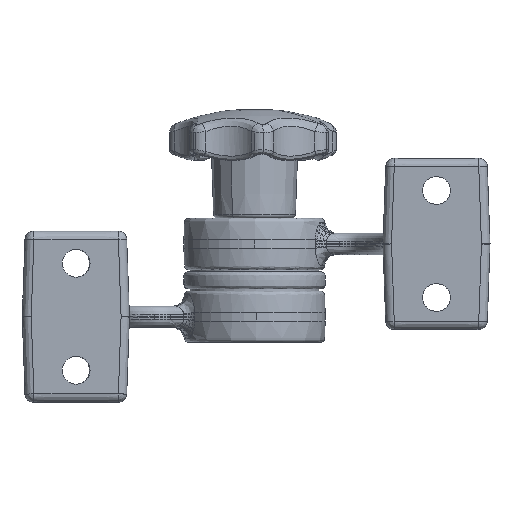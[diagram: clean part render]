
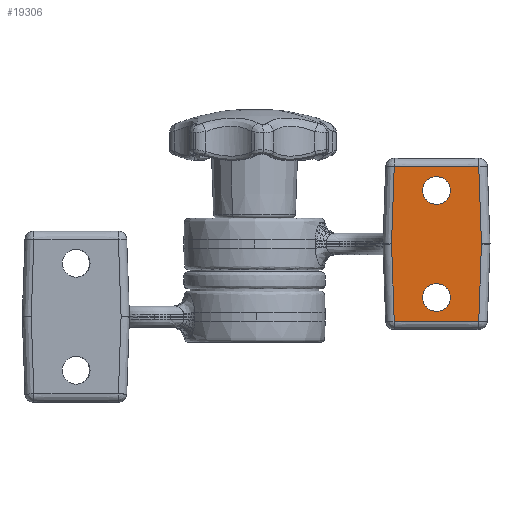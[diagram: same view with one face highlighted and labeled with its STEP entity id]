
A CAD part, front view. The second image highlights one B-rep face of the part: STEP entity #19306.
In plain terms, the highlighted face is planar.
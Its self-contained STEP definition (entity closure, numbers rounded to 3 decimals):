
#1624 = EDGE_LOOP ( 'NONE', ( #82698, #61345 ) ) ;
#1741 = ORIENTED_EDGE ( 'NONE', *, *, #48308, .F. ) ;
#2121 = VERTEX_POINT ( 'NONE', #84096 ) ;
#3173 = AXIS2_PLACEMENT_3D ( 'NONE', #48571, #65218, #20059 ) ;
#3783 = CARTESIAN_POINT ( 'NONE',  ( -75.9, 13.38, 0. ) ) ;
#5535 = AXIS2_PLACEMENT_3D ( 'NONE', #43220, #27992, #88386 ) ;
#8153 = AXIS2_PLACEMENT_3D ( 'NONE', #53790, #15959, #76359 ) ;
#8855 = CARTESIAN_POINT ( 'NONE',  ( -39.9, 9.448, 0. ) ) ;
#13391 = CIRCLE ( 'NONE', #5535, 3.25 ) ;
#15592 = EDGE_CURVE ( 'NONE', #16937, #19390, #19503, .T. ) ;
#15959 = DIRECTION ( 'NONE',  ( 0., 0., 1. ) ) ;
#16937 = VERTEX_POINT ( 'NONE', #95786 ) ;
#17353 = EDGE_CURVE ( 'NONE', #53539, #2121, #88089, .T. ) ;
#18040 = CARTESIAN_POINT ( 'NONE',  ( -75.9, 33.12, 0. ) ) ;
#19306 = ADVANCED_FACE ( 'NONE', ( #77801, #69954, #90631 ), #25256, .T. ) ;
#19390 = VERTEX_POINT ( 'NONE', #30717 ) ;
#19503 = LINE ( 'NONE', #18040, #77064 ) ;
#20004 = DIRECTION ( 'NONE',  ( -0.999, 0.035, 0. ) ) ;
#20059 = DIRECTION ( 'NONE',  ( 1., 0., 0. ) ) ;
#21320 = ORIENTED_EDGE ( 'NONE', *, *, #86021, .F. ) ;
#25256 = PLANE ( 'NONE',  #8153 ) ;
#25414 = DIRECTION ( 'NONE',  ( 0.999, 0.035, 0. ) ) ;
#26003 = VECTOR ( 'NONE', #76414, 1000. ) ;
#26116 = VERTEX_POINT ( 'NONE', #70899 ) ;
#27992 = DIRECTION ( 'NONE',  ( 0., 0., 1. ) ) ;
#30243 = VECTOR ( 'NONE', #49014, 1000. ) ;
#30613 = CARTESIAN_POINT ( 'NONE',  ( -42.15, 23.25, 0. ) ) ;
#30717 = CARTESIAN_POINT ( 'NONE',  ( -57.9, 33.749, 0. ) ) ;
#34351 = ORIENTED_EDGE ( 'NONE', *, *, #85385, .F. ) ;
#37755 = VERTEX_POINT ( 'NONE', #77800 ) ;
#39816 = CARTESIAN_POINT ( 'NONE',  ( -39.9, 13.38, 0. ) ) ;
#40763 = CIRCLE ( 'NONE', #86194, 3.25 ) ;
#41684 = CARTESIAN_POINT ( 'NONE',  ( -57.9, 12.751, 0. ) ) ;
#42598 = LINE ( 'NONE', #44559, #80514 ) ;
#43220 = CARTESIAN_POINT ( 'NONE',  ( -70.4, 23.25, 0. ) ) ;
#44559 = CARTESIAN_POINT ( 'NONE',  ( -57.9, 12.751, 0. ) ) ;
#45035 = VERTEX_POINT ( 'NONE', #92698 ) ;
#45551 = CIRCLE ( 'NONE', #3173, 3.25 ) ;
#45751 = AXIS2_PLACEMENT_3D ( 'NONE', #90693, #69531, #46011 ) ;
#46011 = DIRECTION ( 'NONE',  ( 1., 0., 0. ) ) ;
#47297 = EDGE_LOOP ( 'NONE', ( #21320, #59611, #55462, #79067, #34351, #1741 ) ) ;
#48308 = EDGE_CURVE ( 'NONE', #37755, #55200, #53569, .T. ) ;
#48571 = CARTESIAN_POINT ( 'NONE',  ( -70.4, 23.25, 0. ) ) ;
#49014 = DIRECTION ( 'NONE',  ( 0., 1., 0. ) ) ;
#49974 = LINE ( 'NONE', #65167, #30243 ) ;
#51429 = CARTESIAN_POINT ( 'NONE',  ( -39.9, 13.38, 0. ) ) ;
#53132 = EDGE_CURVE ( 'NONE', #78226, #16937, #49974, .T. ) ;
#53539 = VERTEX_POINT ( 'NONE', #30613 ) ;
#53569 = LINE ( 'NONE', #8855, #55252 ) ;
#53790 = CARTESIAN_POINT ( 'NONE',  ( -79.779, 9.448, 0. ) ) ;
#54900 = CARTESIAN_POINT ( 'NONE',  ( -45.4, 23.25, 0. ) ) ;
#55200 = VERTEX_POINT ( 'NONE', #39816 ) ;
#55252 = VECTOR ( 'NONE', #76623, 1000. ) ;
#55442 = ORIENTED_EDGE ( 'NONE', *, *, #17353, .F. ) ;
#55462 = ORIENTED_EDGE ( 'NONE', *, *, #53132, .F. ) ;
#55553 = EDGE_CURVE ( 'NONE', #57747, #78226, #42598, .T. ) ;
#57747 = VERTEX_POINT ( 'NONE', #41684 ) ;
#59611 = ORIENTED_EDGE ( 'NONE', *, *, #15592, .F. ) ;
#61345 = ORIENTED_EDGE ( 'NONE', *, *, #94764, .F. ) ;
#63719 = DIRECTION ( 'NONE',  ( 0., 0., 1. ) ) ;
#65166 = LINE ( 'NONE', #51429, #83857 ) ;
#65167 = CARTESIAN_POINT ( 'NONE',  ( -75.9, 9.448, 0. ) ) ;
#65218 = DIRECTION ( 'NONE',  ( 0., 0., 1. ) ) ;
#65694 = EDGE_CURVE ( 'NONE', #2121, #53539, #40763, .T. ) ;
#69531 = DIRECTION ( 'NONE',  ( 0., 0., 1. ) ) ;
#69954 = FACE_BOUND ( 'NONE', #1624, .T. ) ;
#70899 = CARTESIAN_POINT ( 'NONE',  ( -67.15, 23.25, 0. ) ) ;
#76359 = DIRECTION ( 'NONE',  ( 1., 0., 0. ) ) ;
#76414 = DIRECTION ( 'NONE',  ( 0.999, -0.035, 0. ) ) ;
#76623 = DIRECTION ( 'NONE',  ( 0., -1., 0. ) ) ;
#77064 = VECTOR ( 'NONE', #25414, 1000. ) ;
#77800 = CARTESIAN_POINT ( 'NONE',  ( -39.9, 33.12, 0. ) ) ;
#77801 = FACE_BOUND ( 'NONE', #83168, .T. ) ;
#78226 = VERTEX_POINT ( 'NONE', #3783 ) ;
#79067 = ORIENTED_EDGE ( 'NONE', *, *, #55553, .F. ) ;
#79083 = EDGE_CURVE ( 'NONE', #45035, #26116, #45551, .T. ) ;
#80514 = VECTOR ( 'NONE', #20004, 1000. ) ;
#81466 = ORIENTED_EDGE ( 'NONE', *, *, #65694, .F. ) ;
#82698 = ORIENTED_EDGE ( 'NONE', *, *, #79083, .F. ) ;
#83168 = EDGE_LOOP ( 'NONE', ( #81466, #55442 ) ) ;
#83857 = VECTOR ( 'NONE', #95167, 1000. ) ;
#84096 = CARTESIAN_POINT ( 'NONE',  ( -48.65, 23.25, 0. ) ) ;
#84760 = CARTESIAN_POINT ( 'NONE',  ( -57.9, 33.749, 0. ) ) ;
#85385 = EDGE_CURVE ( 'NONE', #55200, #57747, #65166, .T. ) ;
#86021 = EDGE_CURVE ( 'NONE', #19390, #37755, #92126, .T. ) ;
#86194 = AXIS2_PLACEMENT_3D ( 'NONE', #54900, #63719, #86322 ) ;
#86322 = DIRECTION ( 'NONE',  ( 1., 0., 0. ) ) ;
#88089 = CIRCLE ( 'NONE', #45751, 3.25 ) ;
#88386 = DIRECTION ( 'NONE',  ( 1., 0., 0. ) ) ;
#90631 = FACE_OUTER_BOUND ( 'NONE', #47297, .T. ) ;
#90693 = CARTESIAN_POINT ( 'NONE',  ( -45.4, 23.25, 0. ) ) ;
#92126 = LINE ( 'NONE', #84760, #26003 ) ;
#92698 = CARTESIAN_POINT ( 'NONE',  ( -73.65, 23.25, 0. ) ) ;
#94764 = EDGE_CURVE ( 'NONE', #26116, #45035, #13391, .T. ) ;
#95167 = DIRECTION ( 'NONE',  ( -0.999, -0.035, 0. ) ) ;
#95786 = CARTESIAN_POINT ( 'NONE',  ( -75.9, 33.12, 0. ) ) ;
